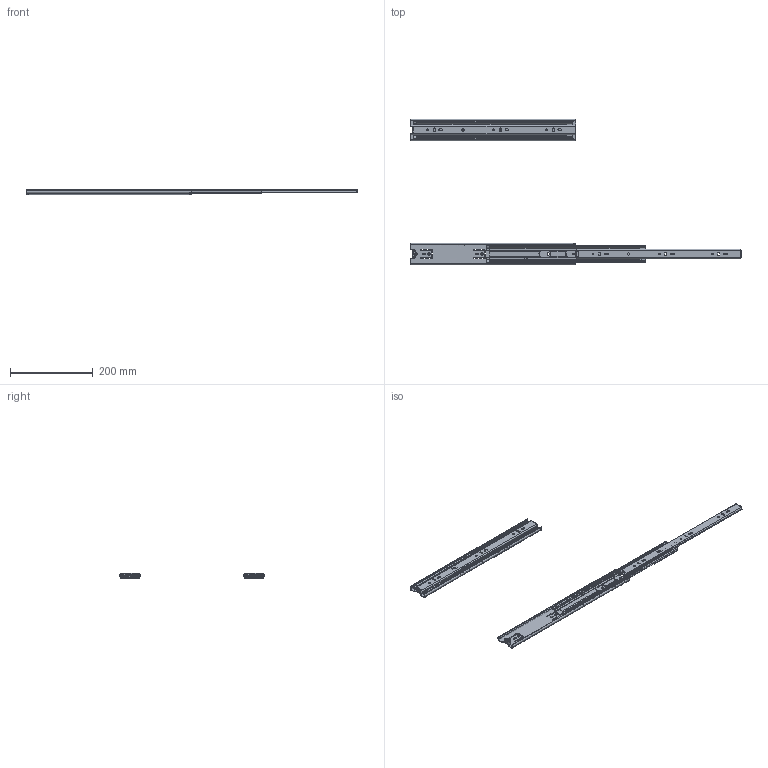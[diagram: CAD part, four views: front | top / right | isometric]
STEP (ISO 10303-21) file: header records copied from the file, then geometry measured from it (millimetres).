
FILE_DESCRIPTION(/* description */ (''),/* implementation_level */ '2;1');
FILE_NAME(/* name */ 'DZ3932-0040.stp',/* time_stamp */ '2021-12-03T12:32:42+00:00',/* author */ ('kchown'),/* organization */ (''),/* preprocessor_version */ 'ST-DEVELOPER v18',/* originating_system */ 'Autodesk Inventor 2020',/* authorisation */ '');
FILE_SCHEMA (('AUTOMOTIVE_DESIGN { 1 0 10303 214 3 1 1 }'));
Products named in the file (35): Accuride_3932-16; Accuride_3932-16_1; Accuride_3932-16_1_1; Accuride_3932-16_2; Accuride_3932-16_3; Accuride_3932-16_4; Accuride_3932-16_5; Accuride_3932-16_6; Accuride_3932-16_7; Accuride_3932-16_8; Accuride_3932-16_9; Accuride_3932-16_10; Accuride_3932-16_11; Accuride_3932-16_12; Accuride_3932-16_13; Accuride_3932-16_14; Accuride_3932-16_15; Accuride_3932-16_16; Accuride_3932-16_17; Accuride_3932-16_18; Accuride_3932-16_19; Accuride_3932-16_20; Accuride_3932-16_21; Accuride_3932-16_22; Accuride_3932-16_23; Accuride_3932-16_24; Accuride_3932-16_25; Accuride_3932-16_26; Accuride_3932-16_27; Accuride_3932-16_28; Accuride_3932-16_29; Accuride_3932-16_30; Accuride_3932-16_31; Accuride_3932-16_32; Accuride_3932-16_33
Assembly tree (34 placements, depth 2):
  Accuride_3932-16
    Accuride_3932-16_1
    Accuride_3932-16_1_1
    Accuride_3932-16_2
    Accuride_3932-16_3
    Accuride_3932-16_4
    Accuride_3932-16_5
    Accuride_3932-16_6
    Accuride_3932-16_7
    Accuride_3932-16_8
    Accuride_3932-16_9
    Accuride_3932-16_10
    Accuride_3932-16_11
    Accuride_3932-16_12
    Accuride_3932-16_13
    Accuride_3932-16_14
    Accuride_3932-16_15
    Accuride_3932-16_16
    Accuride_3932-16_17
    Accuride_3932-16_18
    Accuride_3932-16_19
    Accuride_3932-16_20
    Accuride_3932-16_21
    Accuride_3932-16_22
    Accuride_3932-16_23
    Accuride_3932-16_24
    Accuride_3932-16_25
    Accuride_3932-16_26
    Accuride_3932-16_27
    Accuride_3932-16_28
    Accuride_3932-16_29
    Accuride_3932-16_30
    Accuride_3932-16_31
    Accuride_3932-16_32
    Accuride_3932-16_33
Bounding box: 800.07 x 351.26 x 12.66 mm (x, y, z)
Volume: 239722.4 mm3; surface area: 325900.6 mm2
Topology: 34 solids, 34 shells, 1576 faces, 5278 edges, 3516 vertices
Faces by surface type: cylinder 796, plane 690, bspline 86, sphere 4
Full cylindrical faces by diameter (mm): 4.2 x4, 4.4 x6, 4.5 x4, 5.5 x2, 5.6 x72, 5.7 x2, 6.2 x10, 8.5 x2
Entity records: 93133 total; most frequent: CARTESIAN_POINT 44983, ORIENTED_EDGE 10556, DIRECTION 9312, EDGE_CURVE 5278, VERTEX_POINT 3516, AXIS2_PLACEMENT_3D 3205, LINE 2902, VECTOR 2902
